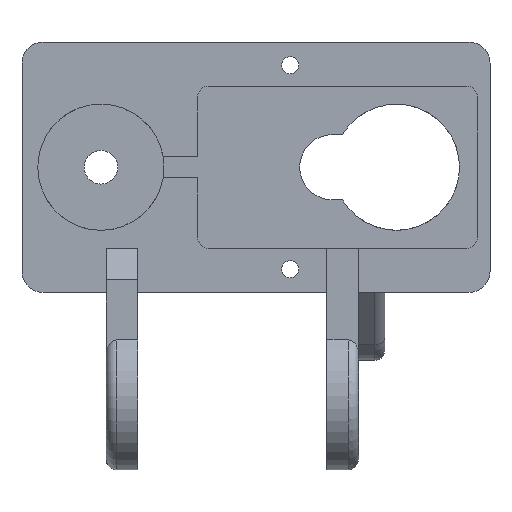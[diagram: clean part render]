
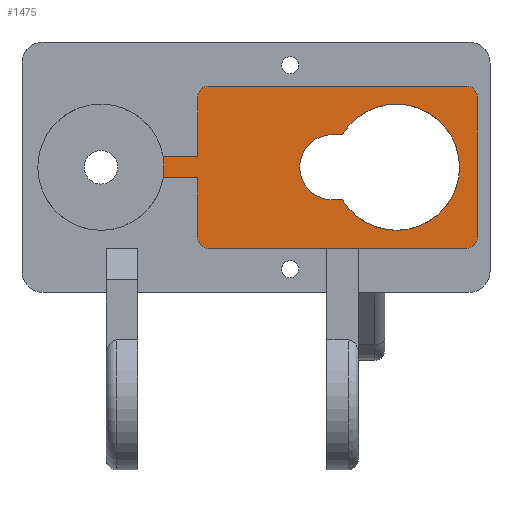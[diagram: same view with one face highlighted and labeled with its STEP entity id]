
A CAD part, front view. The second image highlights one B-rep face of the part: STEP entity #1475.
In plain terms, the highlighted planar face has unit normal (0, -1, 0).
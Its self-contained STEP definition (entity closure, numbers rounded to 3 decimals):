
#61=FACE_BOUND('',#261,.T.);
#76=CIRCLE('',#1531,6.);
#109=CIRCLE('',#1612,1.);
#110=CIRCLE('',#1615,1.);
#111=CIRCLE('',#1616,1.);
#112=CIRCLE('',#1617,1.);
#113=CIRCLE('',#1618,6.);
#114=CIRCLE('',#1619,3.1);
#173=FACE_OUTER_BOUND('',#260,.T.);
#260=EDGE_LOOP('',(#1240,#1241,#1242,#1243,#1244,#1245,#1246,#1247,#1248,
#1249,#1250,#1251));
#261=EDGE_LOOP('',(#1252,#1253,#1254,#1255));
#289=LINE('',#2082,#440);
#293=LINE('',#2091,#444);
#295=LINE('',#2095,#446);
#300=LINE('',#2104,#451);
#405=LINE('',#2454,#556);
#407=LINE('',#2460,#558);
#408=LINE('',#2464,#559);
#409=LINE('',#2470,#560);
#410=LINE('',#2473,#561);
#440=VECTOR('',#1655,10.);
#444=VECTOR('',#1661,10.);
#446=VECTOR('',#1665,10.);
#451=VECTOR('',#1672,10.);
#556=VECTOR('',#1971,10.);
#558=VECTOR('',#1977,10.);
#559=VECTOR('',#1980,10.);
#560=VECTOR('',#1985,10.);
#561=VECTOR('',#1988,10.);
#591=VERTEX_POINT('',#2079);
#592=VERTEX_POINT('',#2081);
#595=VERTEX_POINT('',#2088);
#596=VERTEX_POINT('',#2090);
#597=VERTEX_POINT('',#2094);
#600=VERTEX_POINT('',#2102);
#707=VERTEX_POINT('',#2449);
#708=VERTEX_POINT('',#2453);
#709=VERTEX_POINT('',#2457);
#710=VERTEX_POINT('',#2459);
#711=VERTEX_POINT('',#2461);
#712=VERTEX_POINT('',#2463);
#713=VERTEX_POINT('',#2466);
#714=VERTEX_POINT('',#2467);
#715=VERTEX_POINT('',#2469);
#716=VERTEX_POINT('',#2471);
#732=EDGE_CURVE('',#592,#591,#289,.T.);
#736=EDGE_CURVE('',#595,#596,#293,.T.);
#738=EDGE_CURVE('',#597,#596,#295,.T.);
#743=EDGE_CURVE('',#591,#600,#300,.T.);
#771=EDGE_CURVE('',#592,#595,#76,.T.);
#899=EDGE_CURVE('',#597,#707,#109,.T.);
#901=EDGE_CURVE('',#708,#707,#405,.T.);
#903=EDGE_CURVE('',#709,#600,#110,.T.);
#904=EDGE_CURVE('',#709,#710,#407,.T.);
#905=EDGE_CURVE('',#711,#710,#111,.T.);
#906=EDGE_CURVE('',#711,#712,#408,.T.);
#907=EDGE_CURVE('',#708,#712,#112,.T.);
#908=EDGE_CURVE('',#713,#714,#113,.T.);
#909=EDGE_CURVE('',#715,#713,#409,.T.);
#910=EDGE_CURVE('',#716,#715,#114,.T.);
#911=EDGE_CURVE('',#714,#716,#410,.T.);
#1240=ORIENTED_EDGE('',*,*,#899,.F.);
#1241=ORIENTED_EDGE('',*,*,#738,.T.);
#1242=ORIENTED_EDGE('',*,*,#736,.F.);
#1243=ORIENTED_EDGE('',*,*,#771,.F.);
#1244=ORIENTED_EDGE('',*,*,#732,.T.);
#1245=ORIENTED_EDGE('',*,*,#743,.T.);
#1246=ORIENTED_EDGE('',*,*,#903,.F.);
#1247=ORIENTED_EDGE('',*,*,#904,.T.);
#1248=ORIENTED_EDGE('',*,*,#905,.F.);
#1249=ORIENTED_EDGE('',*,*,#906,.T.);
#1250=ORIENTED_EDGE('',*,*,#907,.F.);
#1251=ORIENTED_EDGE('',*,*,#901,.T.);
#1252=ORIENTED_EDGE('',*,*,#908,.F.);
#1253=ORIENTED_EDGE('',*,*,#909,.F.);
#1254=ORIENTED_EDGE('',*,*,#910,.F.);
#1255=ORIENTED_EDGE('',*,*,#911,.F.);
#1406=PLANE('',#1614);
#1475=ADVANCED_FACE('',(#173,#61),#1406,.T.);
#1531=AXIS2_PLACEMENT_3D('',#2159,#1716,#1717);
#1612=AXIS2_PLACEMENT_3D('',#2450,#1966,#1967);
#1614=AXIS2_PLACEMENT_3D('',#2456,#1973,#1974);
#1615=AXIS2_PLACEMENT_3D('',#2458,#1975,#1976);
#1616=AXIS2_PLACEMENT_3D('',#2462,#1978,#1979);
#1617=AXIS2_PLACEMENT_3D('',#2465,#1981,#1982);
#1618=AXIS2_PLACEMENT_3D('',#2468,#1983,#1984);
#1619=AXIS2_PLACEMENT_3D('',#2472,#1986,#1987);
#1655=DIRECTION('',(1.,0.,0.));
#1661=DIRECTION('',(1.,0.,0.));
#1665=DIRECTION('',(0.,0.,-1.));
#1672=DIRECTION('',(0.,0.,-1.));
#1716=DIRECTION('center_axis',(0.,-1.,0.));
#1717=DIRECTION('ref_axis',(1.,0.,0.));
#1966=DIRECTION('center_axis',(0.,1.,0.));
#1967=DIRECTION('ref_axis',(-0.707,0.,0.707));
#1971=DIRECTION('',(-1.,0.,0.));
#1973=DIRECTION('center_axis',(0.,-1.,0.));
#1974=DIRECTION('ref_axis',(1.,0.,0.));
#1975=DIRECTION('center_axis',(0.,1.,0.));
#1976=DIRECTION('ref_axis',(-0.707,0.,-0.707));
#1977=DIRECTION('',(1.,0.,0.));
#1978=DIRECTION('center_axis',(0.,1.,0.));
#1979=DIRECTION('ref_axis',(0.707,0.,-0.707));
#1980=DIRECTION('',(0.,0.,1.));
#1981=DIRECTION('center_axis',(0.,1.,0.));
#1982=DIRECTION('ref_axis',(0.707,0.,0.707));
#1983=DIRECTION('center_axis',(0.,-1.,0.));
#1984=DIRECTION('ref_axis',(-0.315,0.,-0.949));
#1985=DIRECTION('',(1.,0.,0.));
#1986=DIRECTION('center_axis',(0.,-1.,0.));
#1987=DIRECTION('ref_axis',(0.,0.,1.));
#1988=DIRECTION('',(-1.,0.,0.));
#2079=CARTESIAN_POINT('',(1.8,112.419,54.051));
#2081=CARTESIAN_POINT('',(-1.484,112.419,54.051));
#2082=CARTESIAN_POINT('',(-1.484,112.419,54.051));
#2088=CARTESIAN_POINT('',(-1.484,112.419,56.051));
#2090=CARTESIAN_POINT('',(1.8,112.419,56.051));
#2091=CARTESIAN_POINT('',(-1.484,112.419,56.051));
#2094=CARTESIAN_POINT('',(1.8,112.419,61.751));
#2095=CARTESIAN_POINT('',(1.8,112.419,62.751));
#2102=CARTESIAN_POINT('',(1.8,112.419,48.351));
#2104=CARTESIAN_POINT('',(1.8,112.419,62.751));
#2159=CARTESIAN_POINT('Origin',(-7.4,112.419,55.051));
#2449=CARTESIAN_POINT('',(2.8,112.419,62.751));
#2450=CARTESIAN_POINT('Origin',(2.8,112.419,61.751));
#2453=CARTESIAN_POINT('',(27.4,112.419,62.751));
#2454=CARTESIAN_POINT('',(28.4,112.419,62.751));
#2456=CARTESIAN_POINT('Origin',(15.1,112.419,55.051));
#2457=CARTESIAN_POINT('',(2.8,112.419,47.351));
#2458=CARTESIAN_POINT('Origin',(2.8,112.419,48.351));
#2459=CARTESIAN_POINT('',(27.4,112.419,47.351));
#2460=CARTESIAN_POINT('',(1.8,112.419,47.351));
#2461=CARTESIAN_POINT('',(28.4,112.419,48.351));
#2462=CARTESIAN_POINT('Origin',(27.4,112.419,48.351));
#2463=CARTESIAN_POINT('',(28.4,112.419,61.751));
#2464=CARTESIAN_POINT('',(28.4,112.419,47.351));
#2465=CARTESIAN_POINT('Origin',(27.4,112.419,61.751));
#2466=CARTESIAN_POINT('',(15.563,112.419,51.951));
#2467=CARTESIAN_POINT('',(15.563,112.419,58.151));
#2468=CARTESIAN_POINT('Origin',(20.7,112.419,55.051));
#2469=CARTESIAN_POINT('',(14.6,112.419,51.951));
#2470=CARTESIAN_POINT('',(14.85,112.419,51.951));
#2471=CARTESIAN_POINT('',(14.6,112.419,58.151));
#2472=CARTESIAN_POINT('Origin',(14.6,112.419,55.051));
#2473=CARTESIAN_POINT('',(15.36,112.419,58.151));
